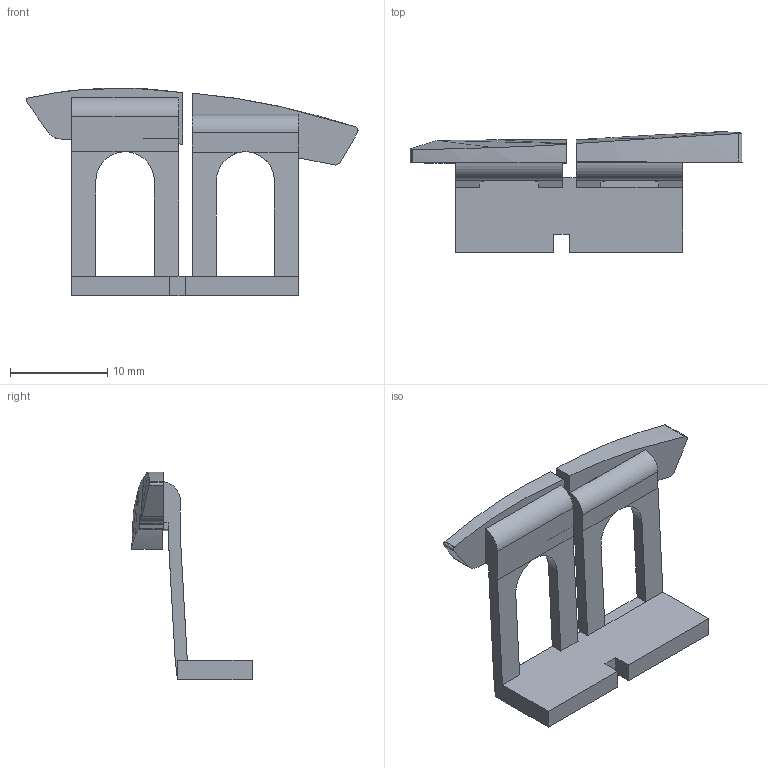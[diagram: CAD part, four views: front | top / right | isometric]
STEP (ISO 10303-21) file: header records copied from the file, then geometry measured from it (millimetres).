
FILE_DESCRIPTION(/* description */ (''),/* implementation_level */ '2;1');
FILE_NAME(/* name */ 'G pro side V2.step',/* time_stamp */ '2021-03-13T13:18:01+01:00',/* author */ (''),/* organization */ (''),/* preprocessor_version */ 'ST-DEVELOPER v18.1',/* originating_system */ 'Autodesk Translation Framework v9.10.0.1330',/* authorisation */ '');
FILE_SCHEMA (('AUTOMOTIVE_DESIGN { 1 0 10303 214 3 1 1 }'));
Length unit declared in the file: millimetre
Products named in the file (1): G pro side
Bounding box: 34.21 x 12.41 x 21.41 mm (x, y, z)
Volume: 1025.4 mm3; surface area: 1528.7 mm2
Topology: 1 solids, 1 shells, 82 faces, 242 edges, 162 vertices
Faces by surface type: plane 64, cylinder 12, bspline 6
Full cylindrical faces by diameter (mm): 3.289 x2
Entity records: 2921 total; most frequent: CARTESIAN_POINT 723, ORIENTED_EDGE 484, DIRECTION 407, EDGE_CURVE 242, LINE 187, VECTOR 187, VERTEX_POINT 162, AXIS2_PLACEMENT_3D 110
